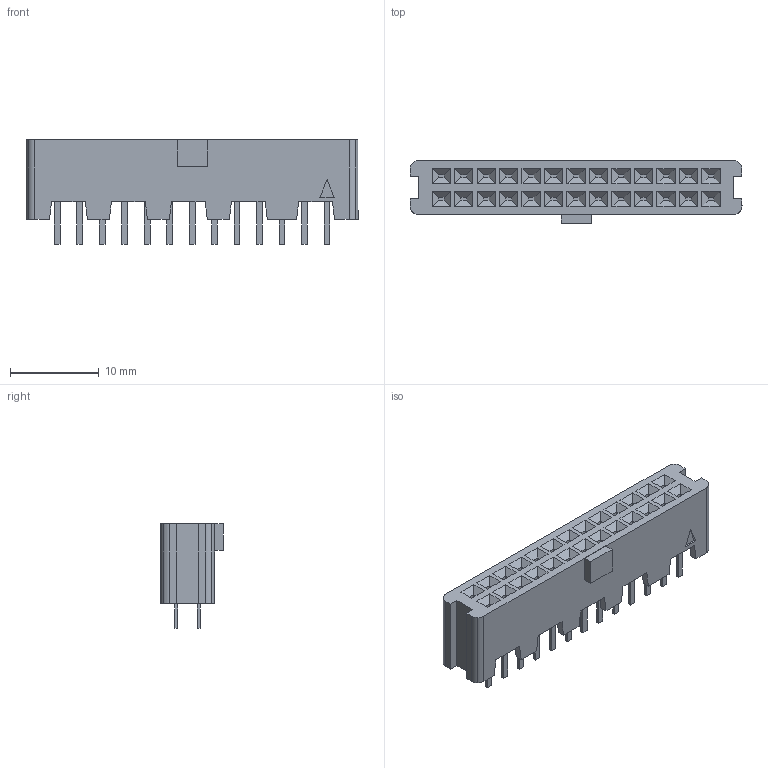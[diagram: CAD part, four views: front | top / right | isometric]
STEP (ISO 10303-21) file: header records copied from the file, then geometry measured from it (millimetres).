
FILE_DESCRIPTION((''),'2;1');
FILE_NAME('3M_9126-4500PL.stp','2009-02-11T08:49:49',(''),(''),'Mechanical Desktop 2006','Mechanical Desktop 2006',', , ');
FILE_SCHEMA(('AUTOMOTIVE_DESIGN { 1 2 10303 214 0 1 1 1 }'));
Length unit declared in the file: millimetre
Products named in the file (1): 3M_9126-4500PL_3D
Bounding box: 37.5 x 7.1 x 11.8 mm (x, y, z)
Volume: 1658.2 mm3; surface area: 1959.1 mm2
Topology: 54 solids, 54 shells, 622 faces, 1357 edges, 870 vertices
Faces by surface type: plane 614, cylinder 8
Entity records: 16504 total; most frequent: CARTESIAN_POINT 2850, ORIENTED_EDGE 2714, DIRECTION 2619, EDGE_CURVE 1357, VECTOR 1341, LINE 1341, VERTEX_POINT 870, EDGE_LOOP 649
